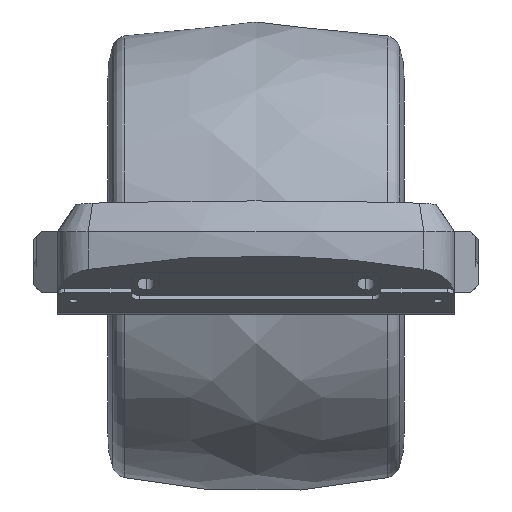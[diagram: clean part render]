
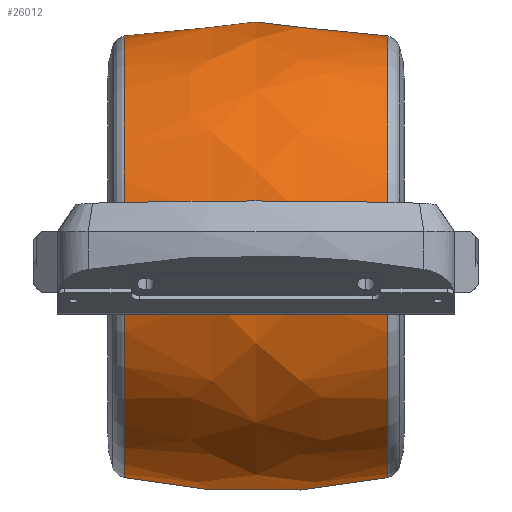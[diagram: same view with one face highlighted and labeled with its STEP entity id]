
A CAD part, front view. The second image highlights one B-rep face of the part: STEP entity #26012.
In plain terms, the highlighted free-form (B-spline) face has degree [2, 2] with [3, 9] control points.
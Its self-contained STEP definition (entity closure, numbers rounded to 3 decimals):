
#282=(
BOUNDED_SURFACE()
B_SPLINE_SURFACE(2,2,((#40956,#40957,#40958,#40959,#40960,#40961,#40962,
#40963,#40964),(#40965,#40966,#40967,#40968,#40969,#40970,#40971,#40972,
#40973),(#40974,#40975,#40976,#40977,#40978,#40979,#40980,#40981,#40982)),
 .UNSPECIFIED.,.F.,.T.,.F.)
B_SPLINE_SURFACE_WITH_KNOTS((3,3),(3,2,2,2,3),(-0.211,0.211),
(-3.142,-1.571,0.,1.571,3.142),
 .UNSPECIFIED.)
GEOMETRIC_REPRESENTATION_ITEM()
RATIONAL_B_SPLINE_SURFACE(((1.,0.707,1.,0.707,1.,
0.707,1.,0.707,1.),(0.978,0.691,
0.978,0.691,0.978,0.691,
0.978,0.691,0.978),(1.,0.707,
1.,0.707,1.,0.707,1.,0.707,1.)))
REPRESENTATION_ITEM('')
SURFACE()
);
#2473=FACE_OUTER_BOUND('',#4037,.T.);
#4037=EDGE_LOOP('',(#19134,#19135,#19136,#19137));
#10177=CIRCLE('',#28199,137.375);
#10178=CIRCLE('',#28200,390.224);
#10179=CIRCLE('',#28201,137.375);
#11475=VERTEX_POINT('',#40953);
#11476=VERTEX_POINT('',#40983);
#14339=EDGE_CURVE('',#11475,#11475,#10177,.T.);
#14340=EDGE_CURVE('',#11475,#11476,#10178,.T.);
#14341=EDGE_CURVE('',#11476,#11476,#10179,.T.);
#19134=ORIENTED_EDGE('',*,*,#14339,.F.);
#19135=ORIENTED_EDGE('',*,*,#14340,.T.);
#19136=ORIENTED_EDGE('',*,*,#14341,.F.);
#19137=ORIENTED_EDGE('',*,*,#14340,.F.);
#26012=ADVANCED_FACE('',(#2473),#282,.F.);
#28199=AXIS2_PLACEMENT_3D('',#40955,#31932,#31933);
#28200=AXIS2_PLACEMENT_3D('',#40984,#31934,#31935);
#28201=AXIS2_PLACEMENT_3D('',#40985,#31936,#31937);
#31932=DIRECTION('center_axis',(0.,1.,0.));
#31933=DIRECTION('ref_axis',(-1.,0.,0.));
#31934=DIRECTION('center_axis',(-1.,0.,0.));
#31935=DIRECTION('ref_axis',(0.,0.,-1.));
#31936=DIRECTION('center_axis',(0.,-1.,0.));
#31937=DIRECTION('ref_axis',(-1.,0.,0.));
#40953=CARTESIAN_POINT('',(0.,203.1,-161.105));
#40955=CARTESIAN_POINT('Origin',(0.,203.1,-23.73));
#40956=CARTESIAN_POINT('Ctrl Pts',(0.,39.453,
-161.105));
#40957=CARTESIAN_POINT('Ctrl Pts',(-137.375,39.453,-161.105));
#40958=CARTESIAN_POINT('Ctrl Pts',(-137.375,39.453,-23.73));
#40959=CARTESIAN_POINT('Ctrl Pts',(-137.375,39.453,113.645));
#40960=CARTESIAN_POINT('Ctrl Pts',(0.,39.453,
113.645));
#40961=CARTESIAN_POINT('Ctrl Pts',(137.375,39.453,113.645));
#40962=CARTESIAN_POINT('Ctrl Pts',(137.375,39.453,-23.73));
#40963=CARTESIAN_POINT('Ctrl Pts',(137.375,39.453,-161.105));
#40964=CARTESIAN_POINT('Ctrl Pts',(0.,39.453,
-161.105));
#40965=CARTESIAN_POINT('Ctrl Pts',(0.,121.277,
-178.652));
#40966=CARTESIAN_POINT('Ctrl Pts',(-154.922,121.277,-178.652));
#40967=CARTESIAN_POINT('Ctrl Pts',(-154.922,121.277,-23.73));
#40968=CARTESIAN_POINT('Ctrl Pts',(-154.922,121.277,131.192));
#40969=CARTESIAN_POINT('Ctrl Pts',(0.,121.277,
131.192));
#40970=CARTESIAN_POINT('Ctrl Pts',(154.922,121.277,131.192));
#40971=CARTESIAN_POINT('Ctrl Pts',(154.922,121.277,-23.73));
#40972=CARTESIAN_POINT('Ctrl Pts',(154.922,121.277,-178.652));
#40973=CARTESIAN_POINT('Ctrl Pts',(0.,121.277,
-178.652));
#40974=CARTESIAN_POINT('Ctrl Pts',(0.,203.1,
-161.105));
#40975=CARTESIAN_POINT('Ctrl Pts',(-137.375,203.1,-161.105));
#40976=CARTESIAN_POINT('Ctrl Pts',(-137.375,203.1,-23.73));
#40977=CARTESIAN_POINT('Ctrl Pts',(-137.375,203.1,113.645));
#40978=CARTESIAN_POINT('Ctrl Pts',(0.,203.1,
113.645));
#40979=CARTESIAN_POINT('Ctrl Pts',(137.375,203.1,113.645));
#40980=CARTESIAN_POINT('Ctrl Pts',(137.375,203.1,-23.73));
#40981=CARTESIAN_POINT('Ctrl Pts',(137.375,203.1,-161.105));
#40982=CARTESIAN_POINT('Ctrl Pts',(0.,203.1,
-161.105));
#40983=CARTESIAN_POINT('',(0.,39.453,-161.105));
#40984=CARTESIAN_POINT('Origin',(0.,121.277,220.444));
#40985=CARTESIAN_POINT('Origin',(0.,39.453,
-23.73));
